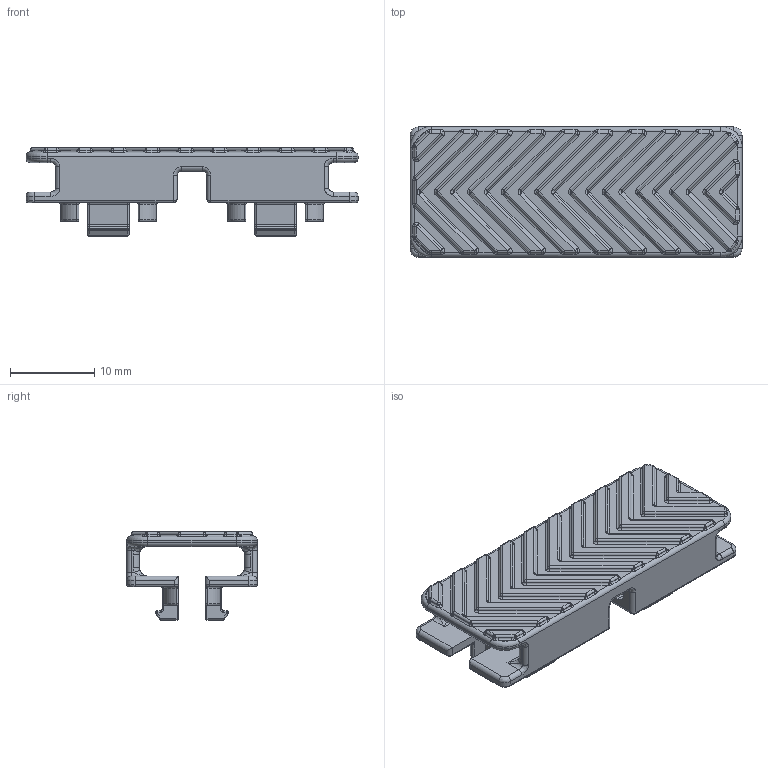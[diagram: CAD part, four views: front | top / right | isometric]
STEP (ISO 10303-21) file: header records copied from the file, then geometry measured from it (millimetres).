
FILE_DESCRIPTION(/* description */ (''),/* implementation_level */ '2;1');
FILE_NAME(/* name */ 'jarjarjaws_redux v12.step',/* time_stamp */ '2020-11-16T14:49:01-06:00',/* author */ (''),/* organization */ (''),/* preprocessor_version */ 'ST-DEVELOPER v18.1',/* originating_system */ 'Autodesk Translation Framework v9.3.0.1241',/* authorisation */ '');
FILE_SCHEMA (('AUTOMOTIVE_DESIGN { 1 0 10303 214 3 1 1 }'));
Length unit declared in the file: millimetre
Products named in the file (1): jarjarjaws_redux
Bounding box: 39.5 x 15.5 x 10.49 mm (x, y, z)
Volume: 1990.1 mm3; surface area: 3103.3 mm2
Topology: 1 solids, 1 shells, 954 faces, 2107 edges, 1131 vertices
Faces by surface type: cylinder 412, plane 150, torus 149, bspline 126, sphere 117
Entity records: 28321 total; most frequent: CARTESIAN_POINT 7505, DIRECTION 4741, ORIENTED_EDGE 4166, EDGE_CURVE 2083, AXIS2_PLACEMENT_3D 1969, VERTEX_POINT 1131, CIRCLE 1064, FACE_OUTER_BOUND 954
